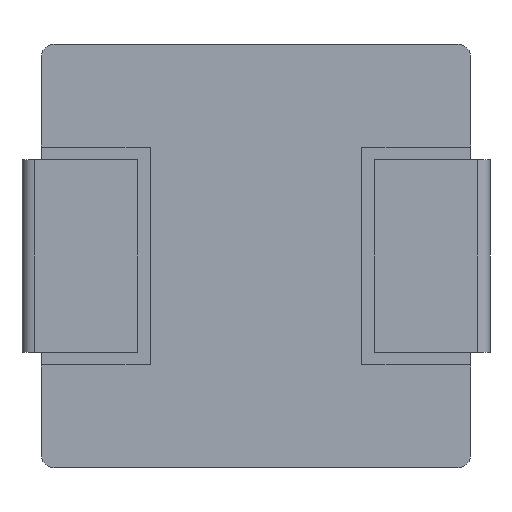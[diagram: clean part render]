
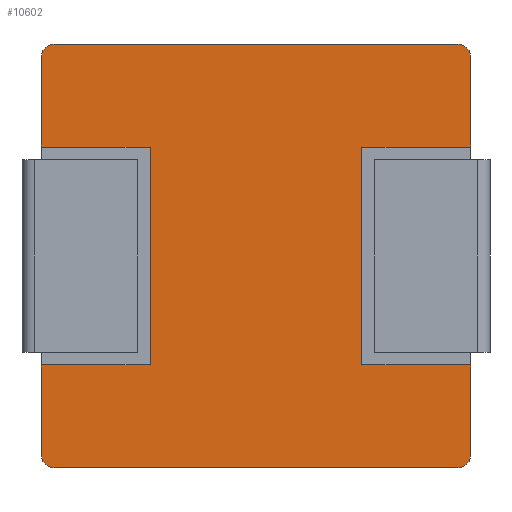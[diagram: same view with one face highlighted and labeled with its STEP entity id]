
A CAD part, front view. The second image highlights one B-rep face of the part: STEP entity #10602.
In plain terms, the highlighted planar face has unit normal (0, -1, 0).
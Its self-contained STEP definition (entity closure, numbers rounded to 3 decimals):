
#10 = ORIENTED_EDGE ( 'NONE', *, *, #5749, .F. ) ;
#317 = EDGE_CURVE ( 'NONE', #6681, #754, #13001, .T. ) ;
#565 = DIRECTION ( 'NONE',  ( -1., 0., 0. ) ) ;
#754 = VERTEX_POINT ( 'NONE', #1950 ) ;
#850 = ORIENTED_EDGE ( 'NONE', *, *, #12173, .F. ) ;
#983 = DIRECTION ( 'NONE',  ( 0., 0., -1. ) ) ;
#1013 = VERTEX_POINT ( 'NONE', #2427 ) ;
#1203 = CARTESIAN_POINT ( 'NONE',  ( 1.7, 0., -1.6 ) ) ;
#1498 = VECTOR ( 'NONE', #2701, 1000. ) ;
#1574 = CARTESIAN_POINT ( 'NONE',  ( 1.7, 0., -5. ) ) ;
#1833 = EDGE_CURVE ( 'NONE', #7924, #3282, #9491, .T. ) ;
#1835 = VERTEX_POINT ( 'NONE', #3426 ) ;
#1950 = CARTESIAN_POINT ( 'NONE',  ( 0.2, 0., -6.6 ) ) ;
#1979 = VECTOR ( 'NONE', #7046, 1000. ) ;
#1991 = CARTESIAN_POINT ( 'NONE',  ( 0., 0., 0. ) ) ;
#2001 = CARTESIAN_POINT ( 'NONE',  ( 0.2, 0., 0. ) ) ;
#2087 = DIRECTION ( 'NONE',  ( 0., -1., 0. ) ) ;
#2198 = CARTESIAN_POINT ( 'NONE',  ( 6.7, 0., -1.6 ) ) ;
#2235 = CARTESIAN_POINT ( 'NONE',  ( 6.7, 0., -6.4 ) ) ;
#2314 = VECTOR ( 'NONE', #983, 1000. ) ;
#2360 = ORIENTED_EDGE ( 'NONE', *, *, #13939, .F. ) ;
#2427 = CARTESIAN_POINT ( 'NONE',  ( 6.7, 0., -0.2 ) ) ;
#2701 = DIRECTION ( 'NONE',  ( -1., 0., 0. ) ) ;
#2785 = ORIENTED_EDGE ( 'NONE', *, *, #8379, .T. ) ;
#2859 = PLANE ( 'NONE',  #11763 ) ;
#2939 = ORIENTED_EDGE ( 'NONE', *, *, #4111, .F. ) ;
#3120 = ORIENTED_EDGE ( 'NONE', *, *, #9326, .F. ) ;
#3282 = VERTEX_POINT ( 'NONE', #5365 ) ;
#3377 = VECTOR ( 'NONE', #8903, 1000. ) ;
#3426 = CARTESIAN_POINT ( 'NONE',  ( 5., 0., -1.6 ) ) ;
#3557 = VERTEX_POINT ( 'NONE', #13891 ) ;
#3658 = LINE ( 'NONE', #5471, #12264 ) ;
#3928 = LINE ( 'NONE', #9171, #2314 ) ;
#4016 = DIRECTION ( 'NONE',  ( 0., 0., -1. ) ) ;
#4035 = AXIS2_PLACEMENT_3D ( 'NONE', #12879, #4832, #9492 ) ;
#4111 = EDGE_CURVE ( 'NONE', #10504, #12400, #8712, .T. ) ;
#4300 = EDGE_LOOP ( 'NONE', ( #10, #10426, #14494, #6155, #2360, #9820, #10995, #850, #3120, #11925, #5027, #2785, #2939, #13091, #9239, #7249 ) ) ;
#4540 = EDGE_CURVE ( 'NONE', #6658, #6921, #3658, .T. ) ;
#4553 = DIRECTION ( 'NONE',  ( 0., 0., -1. ) ) ;
#4565 = EDGE_CURVE ( 'NONE', #6681, #14216, #4897, .T. ) ;
#4668 = CIRCLE ( 'NONE', #4035, 0.2 ) ;
#4832 = DIRECTION ( 'NONE',  ( 0., -1., 0. ) ) ;
#4897 = CIRCLE ( 'NONE', #7810, 0.2 ) ;
#4960 = VECTOR ( 'NONE', #14946, 1000. ) ;
#5007 = CARTESIAN_POINT ( 'NONE',  ( 0., 0., -6.6 ) ) ;
#5027 = ORIENTED_EDGE ( 'NONE', *, *, #7558, .F. ) ;
#5228 = CIRCLE ( 'NONE', #7317, 0.2 ) ;
#5280 = VERTEX_POINT ( 'NONE', #10483 ) ;
#5361 = CARTESIAN_POINT ( 'NONE',  ( 0., 0., -5. ) ) ;
#5365 = CARTESIAN_POINT ( 'NONE',  ( 6.7, 0., -5. ) ) ;
#5430 = CARTESIAN_POINT ( 'NONE',  ( 0.2, 0., -6.4 ) ) ;
#5471 = CARTESIAN_POINT ( 'NONE',  ( 0., 0., -5. ) ) ;
#5488 = DIRECTION ( 'NONE',  ( 0., -1., 0. ) ) ;
#5608 = LINE ( 'NONE', #9425, #1979 ) ;
#5749 = EDGE_CURVE ( 'NONE', #3557, #6658, #8139, .T. ) ;
#5907 = EDGE_CURVE ( 'NONE', #10445, #10504, #5608, .T. ) ;
#6069 = CARTESIAN_POINT ( 'NONE',  ( 6.7, 0., -1.6 ) ) ;
#6155 = ORIENTED_EDGE ( 'NONE', *, *, #4565, .T. ) ;
#6570 = DIRECTION ( 'NONE',  ( 0., 0., -1. ) ) ;
#6658 = VERTEX_POINT ( 'NONE', #5361 ) ;
#6681 = VERTEX_POINT ( 'NONE', #10332 ) ;
#6696 = DIRECTION ( 'NONE',  ( 0., 0., -1. ) ) ;
#6760 = CARTESIAN_POINT ( 'NONE',  ( 6.7, 0., -5. ) ) ;
#6772 = EDGE_CURVE ( 'NONE', #1835, #7924, #3928, .T. ) ;
#6815 = VECTOR ( 'NONE', #13325, 1000. ) ;
#6820 = VERTEX_POINT ( 'NONE', #2198 ) ;
#6921 = VERTEX_POINT ( 'NONE', #1574 ) ;
#7044 = VECTOR ( 'NONE', #565, 1000. ) ;
#7046 = DIRECTION ( 'NONE',  ( -1., 0., 0. ) ) ;
#7249 = ORIENTED_EDGE ( 'NONE', *, *, #4540, .F. ) ;
#7317 = AXIS2_PLACEMENT_3D ( 'NONE', #11172, #8829, #14480 ) ;
#7339 = EDGE_CURVE ( 'NONE', #6921, #10445, #12734, .T. ) ;
#7558 = EDGE_CURVE ( 'NONE', #14532, #5280, #9870, .T. ) ;
#7702 = CARTESIAN_POINT ( 'NONE',  ( 0., 0., 0. ) ) ;
#7810 = AXIS2_PLACEMENT_3D ( 'NONE', #12298, #2087, #6570 ) ;
#7924 = VERTEX_POINT ( 'NONE', #11973 ) ;
#7987 = CARTESIAN_POINT ( 'NONE',  ( 6.7, 0., 0. ) ) ;
#8139 = LINE ( 'NONE', #11411, #13129 ) ;
#8151 = CARTESIAN_POINT ( 'NONE',  ( 1.7, 0., -5. ) ) ;
#8379 = EDGE_CURVE ( 'NONE', #14532, #12400, #5228, .T. ) ;
#8712 = LINE ( 'NONE', #1991, #14819 ) ;
#8829 = DIRECTION ( 'NONE',  ( 0., -1., 0. ) ) ;
#8835 = FACE_OUTER_BOUND ( 'NONE', #4300, .T. ) ;
#8903 = DIRECTION ( 'NONE',  ( 0., 0., 1. ) ) ;
#9171 = CARTESIAN_POINT ( 'NONE',  ( 5., 0., -5. ) ) ;
#9239 = ORIENTED_EDGE ( 'NONE', *, *, #7339, .F. ) ;
#9326 = EDGE_CURVE ( 'NONE', #1013, #6820, #13120, .T. ) ;
#9425 = CARTESIAN_POINT ( 'NONE',  ( 0., 0., -1.6 ) ) ;
#9491 = LINE ( 'NONE', #6760, #4960 ) ;
#9492 = DIRECTION ( 'NONE',  ( 0., 0., -1. ) ) ;
#9581 = CARTESIAN_POINT ( 'NONE',  ( 0., 0., -1.6 ) ) ;
#9820 = ORIENTED_EDGE ( 'NONE', *, *, #1833, .F. ) ;
#9870 = LINE ( 'NONE', #7702, #6815 ) ;
#10062 = DIRECTION ( 'NONE',  ( 0., 0., 1. ) ) ;
#10332 = CARTESIAN_POINT ( 'NONE',  ( 6.5, 0., -6.6 ) ) ;
#10426 = ORIENTED_EDGE ( 'NONE', *, *, #11394, .T. ) ;
#10445 = VERTEX_POINT ( 'NONE', #1203 ) ;
#10483 = CARTESIAN_POINT ( 'NONE',  ( 6.5, 0., 0. ) ) ;
#10504 = VERTEX_POINT ( 'NONE', #9581 ) ;
#10602 = ADVANCED_FACE ( 'NONE', ( #8835 ), #2859, .T. ) ;
#10818 = CARTESIAN_POINT ( 'NONE',  ( 0., 0., 0. ) ) ;
#10908 = DIRECTION ( 'NONE',  ( 0., -1., 0. ) ) ;
#10995 = ORIENTED_EDGE ( 'NONE', *, *, #6772, .F. ) ;
#11084 = EDGE_CURVE ( 'NONE', #1013, #5280, #4668, .T. ) ;
#11172 = CARTESIAN_POINT ( 'NONE',  ( 0.2, 0., -0.2 ) ) ;
#11224 = CARTESIAN_POINT ( 'NONE',  ( 0., 0., -0.2 ) ) ;
#11248 = DIRECTION ( 'NONE',  ( 1., 0., 0. ) ) ;
#11346 = VECTOR ( 'NONE', #4553, 1000. ) ;
#11394 = EDGE_CURVE ( 'NONE', #3557, #754, #13105, .T. ) ;
#11411 = CARTESIAN_POINT ( 'NONE',  ( 0., 0., 0. ) ) ;
#11513 = DIRECTION ( 'NONE',  ( 0., 0., 1. ) ) ;
#11763 = AXIS2_PLACEMENT_3D ( 'NONE', #10818, #10908, #4016 ) ;
#11925 = ORIENTED_EDGE ( 'NONE', *, *, #11084, .T. ) ;
#11973 = CARTESIAN_POINT ( 'NONE',  ( 5., 0., -5. ) ) ;
#12013 = VECTOR ( 'NONE', #13907, 1000. ) ;
#12173 = EDGE_CURVE ( 'NONE', #6820, #1835, #12417, .T. ) ;
#12264 = VECTOR ( 'NONE', #11248, 1000. ) ;
#12298 = CARTESIAN_POINT ( 'NONE',  ( 6.5, 0., -6.4 ) ) ;
#12317 = AXIS2_PLACEMENT_3D ( 'NONE', #5430, #5488, #6696 ) ;
#12368 = LINE ( 'NONE', #12761, #12013 ) ;
#12400 = VERTEX_POINT ( 'NONE', #11224 ) ;
#12417 = LINE ( 'NONE', #6069, #7044 ) ;
#12734 = LINE ( 'NONE', #8151, #3377 ) ;
#12761 = CARTESIAN_POINT ( 'NONE',  ( 6.7, 0., 0. ) ) ;
#12879 = CARTESIAN_POINT ( 'NONE',  ( 6.5, 0., -0.2 ) ) ;
#13001 = LINE ( 'NONE', #5007, #1498 ) ;
#13091 = ORIENTED_EDGE ( 'NONE', *, *, #5907, .F. ) ;
#13105 = CIRCLE ( 'NONE', #12317, 0.2 ) ;
#13120 = LINE ( 'NONE', #7987, #11346 ) ;
#13129 = VECTOR ( 'NONE', #11513, 1000. ) ;
#13325 = DIRECTION ( 'NONE',  ( 1., 0., 0. ) ) ;
#13891 = CARTESIAN_POINT ( 'NONE',  ( 0., 0., -6.4 ) ) ;
#13907 = DIRECTION ( 'NONE',  ( 0., 0., -1. ) ) ;
#13939 = EDGE_CURVE ( 'NONE', #3282, #14216, #12368, .T. ) ;
#14216 = VERTEX_POINT ( 'NONE', #2235 ) ;
#14480 = DIRECTION ( 'NONE',  ( 0., 0., -1. ) ) ;
#14494 = ORIENTED_EDGE ( 'NONE', *, *, #317, .F. ) ;
#14532 = VERTEX_POINT ( 'NONE', #2001 ) ;
#14819 = VECTOR ( 'NONE', #10062, 1000. ) ;
#14946 = DIRECTION ( 'NONE',  ( 1., 0., 0. ) ) ;
